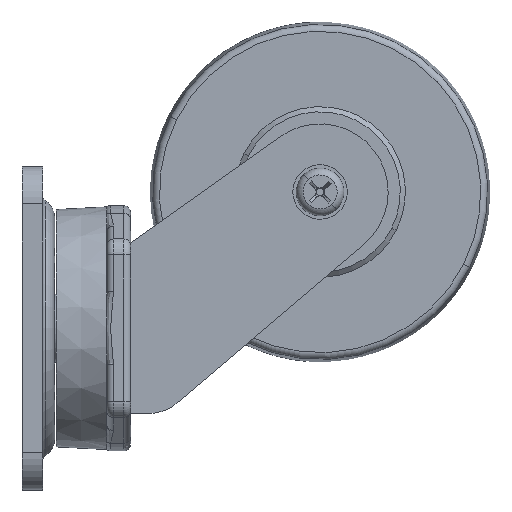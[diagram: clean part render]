
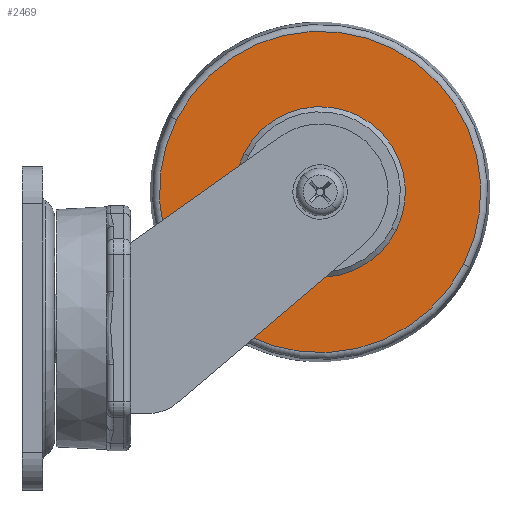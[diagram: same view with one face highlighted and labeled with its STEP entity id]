
A CAD part, left-side view. The second image highlights one B-rep face of the part: STEP entity #2469.
In plain terms, the highlighted face is planar.
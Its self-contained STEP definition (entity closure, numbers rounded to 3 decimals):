
#404 = EDGE_LOOP ( 'NONE', ( #32030, #10963 ) ) ;
#1101 = DIRECTION ( 'NONE',  ( 0., 0., 1. ) ) ;
#1153 = DIRECTION ( 'NONE',  ( 0., 0., 1. ) ) ;
#1860 = EDGE_CURVE ( 'NONE', #30385, #6568, #34250, .T. ) ;
#2158 = DIRECTION ( 'NONE',  ( 0., 0., 1. ) ) ;
#2469 = ADVANCED_FACE ( 'NONE', ( #28771, #13806 ), #27547, .F. ) ;
#4017 = CARTESIAN_POINT ( 'NONE',  ( 20., 0., 0. ) ) ;
#5040 = EDGE_CURVE ( 'NONE', #5267, #31307, #9516, .T. ) ;
#5260 = ORIENTED_EDGE ( 'NONE', *, *, #5040, .T. ) ;
#5267 = VERTEX_POINT ( 'NONE', #5625 ) ;
#5625 = CARTESIAN_POINT ( 'NONE',  ( 20., 0., -25.05 ) ) ;
#6568 = VERTEX_POINT ( 'NONE', #6628 ) ;
#6628 = CARTESIAN_POINT ( 'NONE',  ( 20., 0., -47.182 ) ) ;
#6697 = DIRECTION ( 'NONE',  ( 0., 0., 1. ) ) ;
#7269 = AXIS2_PLACEMENT_3D ( 'NONE', #14400, #17080, #1153 ) ;
#8130 = CARTESIAN_POINT ( 'NONE',  ( 20., 0., 25.05 ) ) ;
#9516 = CIRCLE ( 'NONE', #10888, 25.05 ) ;
#10797 = EDGE_LOOP ( 'NONE', ( #28917, #5260 ) ) ;
#10888 = AXIS2_PLACEMENT_3D ( 'NONE', #34025, #18071, #2158 ) ;
#10963 = ORIENTED_EDGE ( 'NONE', *, *, #29953, .T. ) ;
#12153 = CIRCLE ( 'NONE', #20249, 25.05 ) ;
#12773 = DIRECTION ( 'NONE',  ( 1., 0., 0. ) ) ;
#13806 = FACE_BOUND ( 'NONE', #10797, .T. ) ;
#14254 = AXIS2_PLACEMENT_3D ( 'NONE', #32980, #17021, #1101 ) ;
#14400 = CARTESIAN_POINT ( 'NONE',  ( 20., 25.05, 0. ) ) ;
#14593 = AXIS2_PLACEMENT_3D ( 'NONE', #28694, #12773, #31371 ) ;
#17021 = DIRECTION ( 'NONE',  ( 1., 0., 0. ) ) ;
#17080 = DIRECTION ( 'NONE',  ( -1., 0., 0. ) ) ;
#18071 = DIRECTION ( 'NONE',  ( -1., 0., 0. ) ) ;
#18705 = EDGE_CURVE ( 'NONE', #31307, #5267, #12153, .T. ) ;
#18978 = CARTESIAN_POINT ( 'NONE',  ( 20., 0., 47.182 ) ) ;
#20249 = AXIS2_PLACEMENT_3D ( 'NONE', #4017, #22617, #6697 ) ;
#22617 = DIRECTION ( 'NONE',  ( -1., 0., 0. ) ) ;
#23541 = CIRCLE ( 'NONE', #14254, 47.182 ) ;
#27547 = PLANE ( 'NONE',  #7269 ) ;
#28694 = CARTESIAN_POINT ( 'NONE',  ( 20., 0., 0. ) ) ;
#28771 = FACE_OUTER_BOUND ( 'NONE', #404, .T. ) ;
#28917 = ORIENTED_EDGE ( 'NONE', *, *, #18705, .T. ) ;
#29953 = EDGE_CURVE ( 'NONE', #6568, #30385, #23541, .T. ) ;
#30385 = VERTEX_POINT ( 'NONE', #18978 ) ;
#31307 = VERTEX_POINT ( 'NONE', #8130 ) ;
#31371 = DIRECTION ( 'NONE',  ( 0., 0., 1. ) ) ;
#32030 = ORIENTED_EDGE ( 'NONE', *, *, #1860, .T. ) ;
#32980 = CARTESIAN_POINT ( 'NONE',  ( 20., 0., 0. ) ) ;
#34025 = CARTESIAN_POINT ( 'NONE',  ( 20., 0., 0. ) ) ;
#34250 = CIRCLE ( 'NONE', #14593, 47.182 ) ;
